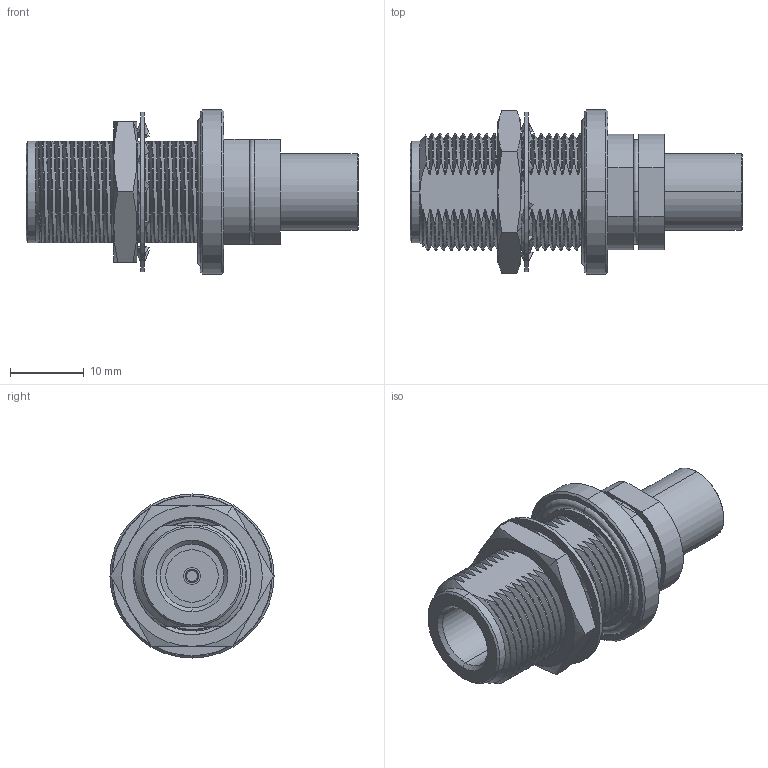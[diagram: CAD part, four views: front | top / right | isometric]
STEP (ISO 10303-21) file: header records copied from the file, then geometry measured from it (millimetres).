
FILE_DESCRIPTION (( 'STEP AP214' ), '1' );
FILE_NAME ('FMCN1180_3D.step', '2024-08-21T14:27:21', ( '' ), ( '' ), 'SwSTEP 2.0', 'SolidWorks 2022', '' );
FILE_SCHEMA (( 'AUTOMOTIVE_DESIGN' ));
Length unit declared in the file: inch
Products named in the file (1): FMCN1180_3D
Bounding box: 44.96 x 22.23 x 22.23 mm (x, y, z)
Volume: 6542.1 mm3; surface area: 5583.1 mm2
Topology: 3 solids, 3 shells, 361 faces, 1030 edges, 686 vertices
Faces by surface type: bspline 168, cylinder 96, plane 54, cone 39, torus 4
Entity records: 106315 total; most frequent: CARTESIAN_POINT 98809, ORIENTED_EDGE 2060, EDGE_CURVE 1030, DIRECTION 956, VERTEX_POINT 686, EDGE_LOOP 376, ADVANCED_FACE 361, FACE_OUTER_BOUND 361
